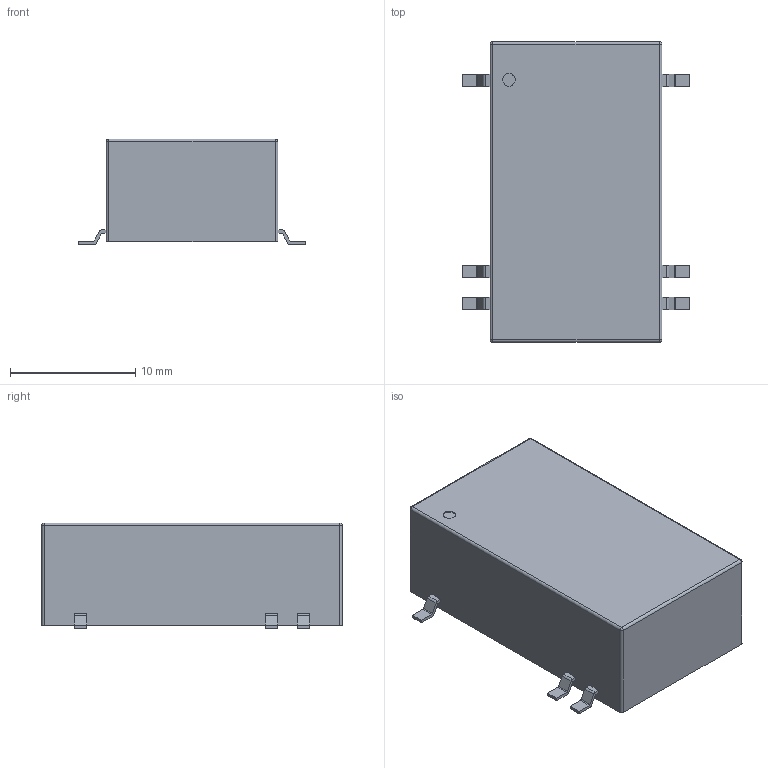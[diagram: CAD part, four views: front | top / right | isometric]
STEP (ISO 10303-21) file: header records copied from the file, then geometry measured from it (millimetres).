
FILE_DESCRIPTION((''),'2;1');
FILE_NAME('DCDC-TRACO_TES2N.stp','2014-06-24T09:25:58',(''),(''),'Mechanical Desktop 2011','Mechanical Desktop 2011',', , ');
FILE_SCHEMA(('AUTOMOTIVE_DESIGN { 1 2 10303 214 1 1 1 1 }'));
Length unit declared in the file: millimetre
Products named in the file (1): Product
Bounding box: 18.1 x 24 x 8.45 mm (x, y, z)
Volume: 2699.3 mm3; surface area: 1311 mm2
Topology: 7 solids, 7 shells, 105 faces, 262 edges, 168 vertices
Faces by surface type: plane 61, cylinder 34, bspline 6, sphere 4
Entity records: 3130 total; most frequent: CARTESIAN_POINT 550, DIRECTION 526, ORIENTED_EDGE 516, EDGE_CURVE 258, VECTOR 190, LINE 190, AXIS2_PLACEMENT_3D 168, VERTEX_POINT 168
